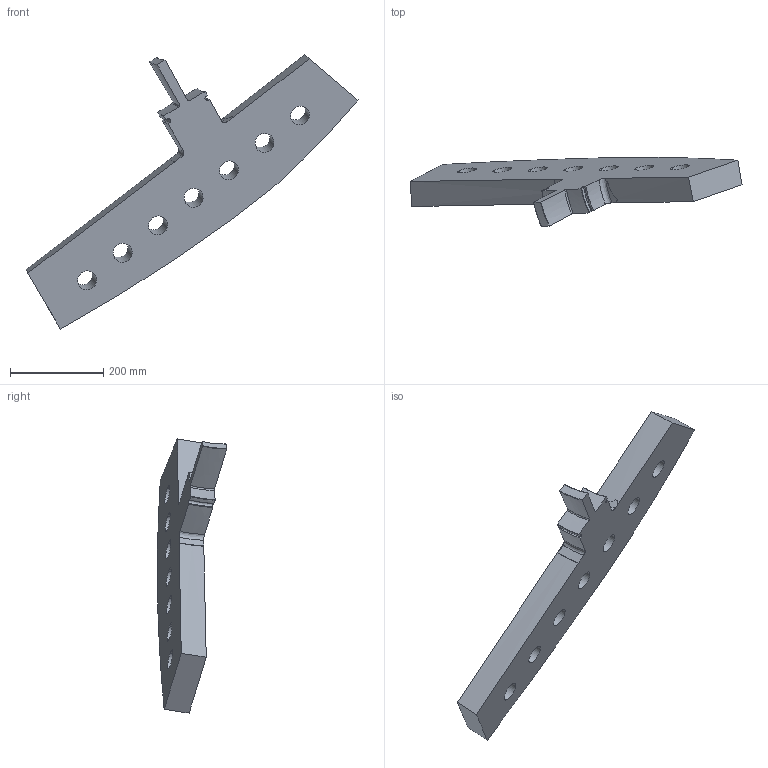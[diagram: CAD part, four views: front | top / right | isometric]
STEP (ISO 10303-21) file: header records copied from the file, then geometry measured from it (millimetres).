
FILE_DESCRIPTION((''),'2;1');
FILE_NAME('APPLE','2005-10-10T',('xdw'),('ORNL/UT-Battelle'),'PRO/ENGINEER BY PARAMETRIC TECHNOLOGY CORPORATION, 2004440','PRO/ENGINEER BY PARAMETRIC TECHNOLOGY CORPORATION, 2004440','');
FILE_SCHEMA(('CONFIG_CONTROL_DESIGN'));
Length unit declared in the file: inch
Products named in the file (1): APPLE
Bounding box: 711.28 x 148.85 x 587.59 mm (x, y, z)
Volume: 7089469.3 mm3; surface area: 434003.5 mm2
Topology: 1 solids, 1 shells, 52 faces, 153 edges, 103 vertices
Faces by surface type: bspline 34, cylinder 14, plane 4
Entity records: 3068 total; most frequent: CARTESIAN_POINT 1853, ORIENTED_EDGE 306, EDGE_CURVE 153, DIRECTION 133, VERTEX_POINT 103, B_SPLINE_CURVE_WITH_KNOTS 88, EDGE_LOOP 66, FACE_OUTER_BOUND 52
